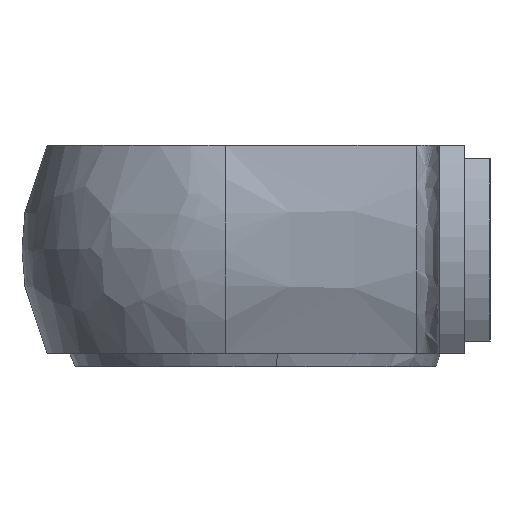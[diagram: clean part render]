
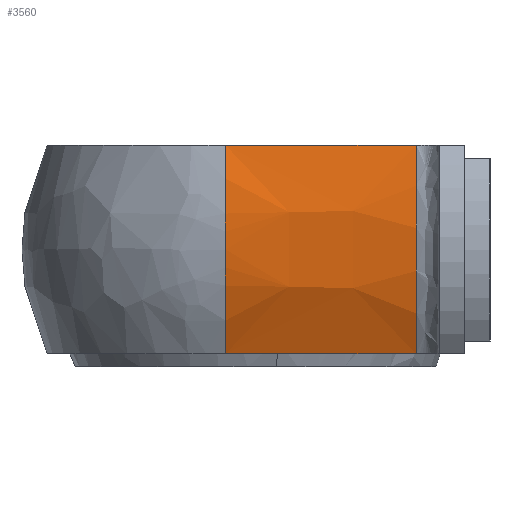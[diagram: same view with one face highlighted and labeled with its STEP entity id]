
A CAD part, left-side view. The second image highlights one B-rep face of the part: STEP entity #3560.
In plain terms, the highlighted conical face has half-angle 7.5 degrees and reference radius 15.629 mm.
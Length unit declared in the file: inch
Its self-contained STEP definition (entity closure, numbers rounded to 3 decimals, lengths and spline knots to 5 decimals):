
#420 = CARTESIAN_POINT ( 'NONE',  ( -0.51817, 0.42094, 0.25 ) ) ;
#496 = VERTEX_POINT ( 'NONE', #4491 ) ;
#537 = AXIS2_PLACEMENT_3D ( 'NONE', #4135, #4192, #2438 ) ;
#650 = ORIENTED_EDGE ( 'NONE', *, *, #7276, .F. ) ;
#785 = CARTESIAN_POINT ( 'NONE',  ( -0.56224, 0.11652, -0.25 ) ) ;
#845 = CARTESIAN_POINT ( 'NONE',  ( -0.51817, 0.42094, -0.25 ) ) ;
#990 = CARTESIAN_POINT ( 'NONE',  ( 0., 0.11652, 0. ) ) ;
#1128 = VERTEX_POINT ( 'NONE', #6438 ) ;
#1529 = EDGE_CURVE ( 'NONE', #496, #3979, #4050, .T. ) ;
#1542 = CIRCLE ( 'NONE', #537, 0.61532 ) ;
#1548 = AXIS2_PLACEMENT_3D ( 'NONE', #4320, #3738, #7236 ) ;
#2024 = CIRCLE ( 'NONE', #1548, 0.55521 ) ;
#2252 = EDGE_CURVE ( 'NONE', #1128, #4390, #3005, .T. ) ;
#2438 = DIRECTION ( 'NONE',  ( 0., 0., -1. ) ) ;
#2558 = CARTESIAN_POINT ( 'NONE',  ( -0.54031, 0.26874, -0.25 ) ) ;
#3005 = B_SPLINE_CURVE_WITH_KNOTS ( 'NONE', 3,
 ( #3589, #845, #2558, #5414 ),
 .UNSPECIFIED., .F., .F.,
 ( 4, 4 ),
 ( 0., 0.01172 ),
 .UNSPECIFIED. ) ;
#3044 = ORIENTED_EDGE ( 'NONE', *, *, #1529, .T. ) ;
#3560 = ADVANCED_FACE ( 'NONE', ( #7266 ), #4165, .T. ) ;
#3589 = CARTESIAN_POINT ( 'NONE',  ( -0.49574, 0.57309, -0.25 ) ) ;
#3738 = DIRECTION ( 'NONE',  ( 0., 1., 0. ) ) ;
#3979 = VERTEX_POINT ( 'NONE', #6263 ) ;
#4050 = B_SPLINE_CURVE_WITH_KNOTS ( 'NONE', 3,
 ( #6697, #5631, #420, #7259 ),
 .UNSPECIFIED., .F., .F.,
 ( 4, 4 ),
 ( 0., 0.01172 ),
 .UNSPECIFIED. ) ;
#4135 = CARTESIAN_POINT ( 'NONE',  ( 0., 0.11652, 0. ) ) ;
#4165 = CONICAL_SURFACE ( 'NONE', #7129, 0.61532, 0.131 ) ;
#4169 = ORIENTED_EDGE ( 'NONE', *, *, #2252, .T. ) ;
#4192 = DIRECTION ( 'NONE',  ( 0., 1., 0. ) ) ;
#4320 = CARTESIAN_POINT ( 'NONE',  ( 0., 0.57309, 0. ) ) ;
#4390 = VERTEX_POINT ( 'NONE', #785 ) ;
#4406 = DIRECTION ( 'NONE',  ( 1., 0., 0. ) ) ;
#4491 = CARTESIAN_POINT ( 'NONE',  ( -0.56224, 0.11652, 0.25 ) ) ;
#5146 = EDGE_CURVE ( 'NONE', #4390, #496, #1542, .T. ) ;
#5414 = CARTESIAN_POINT ( 'NONE',  ( -0.56224, 0.11652, -0.25 ) ) ;
#5631 = CARTESIAN_POINT ( 'NONE',  ( -0.54031, 0.26874, 0.25 ) ) ;
#5803 = ORIENTED_EDGE ( 'NONE', *, *, #5146, .T. ) ;
#6191 = EDGE_LOOP ( 'NONE', ( #650, #4169, #5803, #3044 ) ) ;
#6263 = CARTESIAN_POINT ( 'NONE',  ( -0.49574, 0.57309, 0.25 ) ) ;
#6438 = CARTESIAN_POINT ( 'NONE',  ( -0.49574, 0.57309, -0.25 ) ) ;
#6697 = CARTESIAN_POINT ( 'NONE',  ( -0.56224, 0.11652, 0.25 ) ) ;
#7129 = AXIS2_PLACEMENT_3D ( 'NONE', #990, #7228, #4406 ) ;
#7228 = DIRECTION ( 'NONE',  ( 0., -1., 0. ) ) ;
#7236 = DIRECTION ( 'NONE',  ( 1., 0., 0. ) ) ;
#7259 = CARTESIAN_POINT ( 'NONE',  ( -0.49574, 0.57309, 0.25 ) ) ;
#7266 = FACE_OUTER_BOUND ( 'NONE', #6191, .T. ) ;
#7276 = EDGE_CURVE ( 'NONE', #1128, #3979, #2024, .T. ) ;
